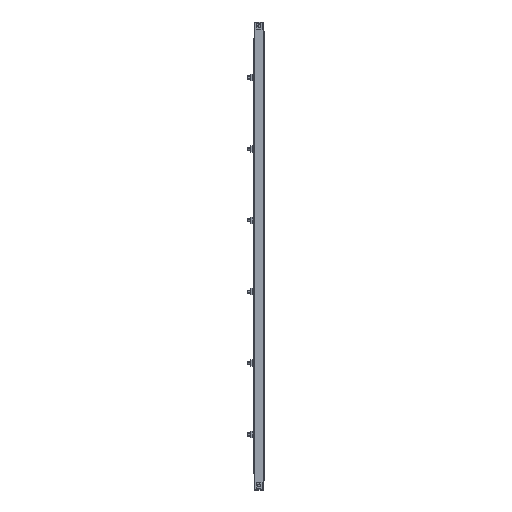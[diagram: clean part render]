
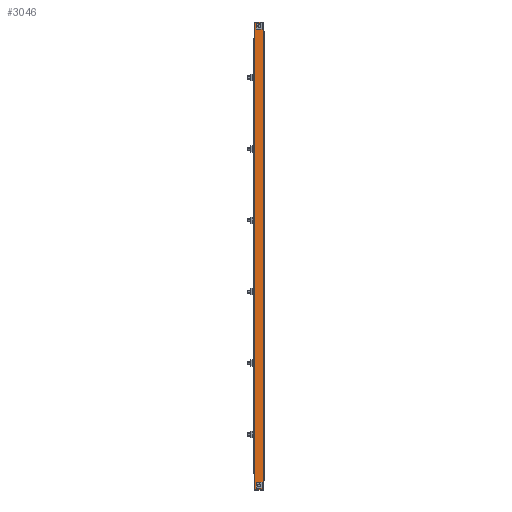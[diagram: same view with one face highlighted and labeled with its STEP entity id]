
A CAD part, top view. The second image highlights one B-rep face of the part: STEP entity #3046.
In plain terms, the highlighted face is planar.
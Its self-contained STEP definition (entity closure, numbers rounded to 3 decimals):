
#95 = CARTESIAN_POINT ( 'NONE',  ( 0., 6.25, -3.9 ) ) ;
#209 = CARTESIAN_POINT ( 'NONE',  ( 0., 20.5, -983. ) ) ;
#252 = VERTEX_POINT ( 'NONE', #3124 ) ;
#303 = ORIENTED_EDGE ( 'NONE', *, *, #4654, .F. ) ;
#314 = DIRECTION ( 'NONE',  ( 0., 1., 0. ) ) ;
#384 = EDGE_CURVE ( 'NONE', #1295, #3685, #2911, .T. ) ;
#429 = CARTESIAN_POINT ( 'NONE',  ( 0., 15.75, -979.1 ) ) ;
#502 = CARTESIAN_POINT ( 'NONE',  ( 0., 15.75, -13.4 ) ) ;
#537 = FACE_BOUND ( 'NONE', #2058, .T. ) ;
#538 = DIRECTION ( 'NONE',  ( 0., 0., -1. ) ) ;
#591 = LINE ( 'NONE', #429, #5844 ) ;
#596 = ORIENTED_EDGE ( 'NONE', *, *, #3634, .T. ) ;
#688 = DIRECTION ( 'NONE',  ( -1., 0., 0. ) ) ;
#724 = ORIENTED_EDGE ( 'NONE', *, *, #3796, .T. ) ;
#725 = CARTESIAN_POINT ( 'NONE',  ( 0., 6.25, -13.4 ) ) ;
#739 = DIRECTION ( 'NONE',  ( 0., 0., 1. ) ) ;
#898 = CARTESIAN_POINT ( 'NONE',  ( 0., 2.5, -983. ) ) ;
#909 = CARTESIAN_POINT ( 'NONE',  ( 0., 15.75, -979.1 ) ) ;
#1074 = EDGE_CURVE ( 'NONE', #10122, #10262, #6978, .T. ) ;
#1152 = VERTEX_POINT ( 'NONE', #95 ) ;
#1169 = LINE ( 'NONE', #5978, #6338 ) ;
#1248 = CARTESIAN_POINT ( 'NONE',  ( 0., 2.5, -983. ) ) ;
#1295 = VERTEX_POINT ( 'NONE', #7551 ) ;
#1515 = VERTEX_POINT ( 'NONE', #209 ) ;
#1920 = ORIENTED_EDGE ( 'NONE', *, *, #7517, .F. ) ;
#1923 = ORIENTED_EDGE ( 'NONE', *, *, #4919, .T. ) ;
#1975 = VECTOR ( 'NONE', #8236, 1000. ) ;
#2030 = CARTESIAN_POINT ( 'NONE',  ( 0., 2.5, -983. ) ) ;
#2047 = ORIENTED_EDGE ( 'NONE', *, *, #5023, .F. ) ;
#2054 = LINE ( 'NONE', #1248, #8858 ) ;
#2058 = EDGE_LOOP ( 'NONE', ( #724, #2340, #596, #2401 ) ) ;
#2097 = DIRECTION ( 'NONE',  ( 0., 1., 0. ) ) ;
#2310 = VERTEX_POINT ( 'NONE', #5789 ) ;
#2340 = ORIENTED_EDGE ( 'NONE', *, *, #384, .T. ) ;
#2374 = VERTEX_POINT ( 'NONE', #4324 ) ;
#2401 = ORIENTED_EDGE ( 'NONE', *, *, #8428, .T. ) ;
#2414 = ORIENTED_EDGE ( 'NONE', *, *, #9856, .T. ) ;
#2438 = VECTOR ( 'NONE', #5379, 1000. ) ;
#2579 = CARTESIAN_POINT ( 'NONE',  ( 0., 20.5, 0. ) ) ;
#2709 = VECTOR ( 'NONE', #9783, 1000. ) ;
#2911 = LINE ( 'NONE', #4178, #3476 ) ;
#3027 = CARTESIAN_POINT ( 'NONE',  ( 0., 2.5, -983. ) ) ;
#3046 = ADVANCED_FACE ( 'NONE', ( #537, #3885, #6250 ), #5557, .F. ) ;
#3083 = CARTESIAN_POINT ( 'NONE',  ( 0., 15.75, -979.1 ) ) ;
#3124 = CARTESIAN_POINT ( 'NONE',  ( 0., 2.5, 0. ) ) ;
#3175 = EDGE_CURVE ( 'NONE', #4308, #252, #8923, .T. ) ;
#3247 = EDGE_CURVE ( 'NONE', #7149, #10122, #4900, .T. ) ;
#3476 = VECTOR ( 'NONE', #6535, 1000. ) ;
#3507 = VECTOR ( 'NONE', #9473, 1000. ) ;
#3562 = CARTESIAN_POINT ( 'NONE',  ( 0., 6.25, -969.6 ) ) ;
#3584 = CARTESIAN_POINT ( 'NONE',  ( 0., 6.25, -979.1 ) ) ;
#3587 = VECTOR ( 'NONE', #739, 1000. ) ;
#3634 = EDGE_CURVE ( 'NONE', #3685, #6329, #5413, .T. ) ;
#3685 = VERTEX_POINT ( 'NONE', #9417 ) ;
#3796 = EDGE_CURVE ( 'NONE', #1152, #1295, #9631, .T. ) ;
#3885 = FACE_BOUND ( 'NONE', #4374, .T. ) ;
#4045 = CARTESIAN_POINT ( 'NONE',  ( 0., 20.5, 0. ) ) ;
#4095 = LINE ( 'NONE', #8021, #3587 ) ;
#4178 = CARTESIAN_POINT ( 'NONE',  ( 0., 15.75, -3.9 ) ) ;
#4308 = VERTEX_POINT ( 'NONE', #4045 ) ;
#4324 = CARTESIAN_POINT ( 'NONE',  ( 0., 20.5, -35. ) ) ;
#4374 = EDGE_LOOP ( 'NONE', ( #1923, #2414, #9114, #8640 ) ) ;
#4445 = ORIENTED_EDGE ( 'NONE', *, *, #9597, .F. ) ;
#4450 = ORIENTED_EDGE ( 'NONE', *, *, #9696, .T. ) ;
#4481 = ORIENTED_EDGE ( 'NONE', *, *, #4527, .T. ) ;
#4489 = DIRECTION ( 'NONE',  ( 0., 0., 1. ) ) ;
#4527 = EDGE_CURVE ( 'NONE', #10092, #1515, #9238, .T. ) ;
#4621 = LINE ( 'NONE', #3027, #2438 ) ;
#4654 = EDGE_CURVE ( 'NONE', #10092, #2310, #4621, .T. ) ;
#4841 = CARTESIAN_POINT ( 'NONE',  ( 0., 6.25, -979.1 ) ) ;
#4900 = LINE ( 'NONE', #4841, #6734 ) ;
#4919 = EDGE_CURVE ( 'NONE', #10262, #8190, #591, .T. ) ;
#5008 = CARTESIAN_POINT ( 'NONE',  ( 0., 0., 0. ) ) ;
#5023 = EDGE_CURVE ( 'NONE', #7262, #252, #7226, .T. ) ;
#5189 = VERTEX_POINT ( 'NONE', #8289 ) ;
#5379 = DIRECTION ( 'NONE',  ( 0., 0., 1. ) ) ;
#5413 = LINE ( 'NONE', #502, #3507 ) ;
#5446 = DIRECTION ( 'NONE',  ( 0., -1., 0. ) ) ;
#5498 = LINE ( 'NONE', #3083, #8866 ) ;
#5518 = CARTESIAN_POINT ( 'NONE',  ( 0., 15.75, -3.9 ) ) ;
#5557 = PLANE ( 'NONE',  #6588 ) ;
#5679 = VECTOR ( 'NONE', #9716, 1000. ) ;
#5732 = VECTOR ( 'NONE', #10425, 1000. ) ;
#5789 = CARTESIAN_POINT ( 'NONE',  ( 0., 2.5, -962. ) ) ;
#5844 = VECTOR ( 'NONE', #538, 1000. ) ;
#5978 = CARTESIAN_POINT ( 'NONE',  ( 0., 20.5, -983. ) ) ;
#6250 = FACE_OUTER_BOUND ( 'NONE', #9022, .T. ) ;
#6329 = VERTEX_POINT ( 'NONE', #725 ) ;
#6338 = VECTOR ( 'NONE', #8346, 1000. ) ;
#6535 = DIRECTION ( 'NONE',  ( 0., 0., -1. ) ) ;
#6554 = DIRECTION ( 'NONE',  ( 0., 0., 1. ) ) ;
#6588 = AXIS2_PLACEMENT_3D ( 'NONE', #8772, #688, #7125 ) ;
#6734 = VECTOR ( 'NONE', #6554, 1000. ) ;
#6830 = ORIENTED_EDGE ( 'NONE', *, *, #3175, .T. ) ;
#6943 = CARTESIAN_POINT ( 'NONE',  ( 0., 20.5, -983. ) ) ;
#6978 = LINE ( 'NONE', #10201, #7544 ) ;
#7125 = DIRECTION ( 'NONE',  ( 0., 0., 1. ) ) ;
#7149 = VERTEX_POINT ( 'NONE', #3584 ) ;
#7222 = ORIENTED_EDGE ( 'NONE', *, *, #9524, .T. ) ;
#7226 = LINE ( 'NONE', #898, #5679 ) ;
#7262 = VERTEX_POINT ( 'NONE', #9896 ) ;
#7342 = LINE ( 'NONE', #2579, #2709 ) ;
#7517 = EDGE_CURVE ( 'NONE', #4308, #2374, #7342, .T. ) ;
#7544 = VECTOR ( 'NONE', #2097, 1000. ) ;
#7551 = CARTESIAN_POINT ( 'NONE',  ( 0., 15.75, -3.9 ) ) ;
#7688 = CARTESIAN_POINT ( 'NONE',  ( 0., 0., -983. ) ) ;
#8021 = CARTESIAN_POINT ( 'NONE',  ( 0., 6.25, -3.9 ) ) ;
#8190 = VERTEX_POINT ( 'NONE', #909 ) ;
#8236 = DIRECTION ( 'NONE',  ( 0., -1., 0. ) ) ;
#8289 = CARTESIAN_POINT ( 'NONE',  ( 0., 20.5, -948. ) ) ;
#8346 = DIRECTION ( 'NONE',  ( 0., 0., 1. ) ) ;
#8354 = VECTOR ( 'NONE', #8531, 1000. ) ;
#8428 = EDGE_CURVE ( 'NONE', #6329, #1152, #4095, .T. ) ;
#8531 = DIRECTION ( 'NONE',  ( 0., 0., 1. ) ) ;
#8632 = LINE ( 'NONE', #6943, #8354 ) ;
#8640 = ORIENTED_EDGE ( 'NONE', *, *, #1074, .T. ) ;
#8772 = CARTESIAN_POINT ( 'NONE',  ( 0., 0., 0. ) ) ;
#8858 = VECTOR ( 'NONE', #4489, 1000. ) ;
#8866 = VECTOR ( 'NONE', #5446, 1000. ) ;
#8923 = LINE ( 'NONE', #5008, #1975 ) ;
#9022 = EDGE_LOOP ( 'NONE', ( #303, #4481, #4450, #7222, #1920, #6830, #2047, #4445 ) ) ;
#9114 = ORIENTED_EDGE ( 'NONE', *, *, #3247, .T. ) ;
#9198 = VECTOR ( 'NONE', #314, 1000. ) ;
#9238 = LINE ( 'NONE', #7688, #9198 ) ;
#9417 = CARTESIAN_POINT ( 'NONE',  ( 0., 15.75, -13.4 ) ) ;
#9420 = CARTESIAN_POINT ( 'NONE',  ( 0., 15.75, -969.6 ) ) ;
#9473 = DIRECTION ( 'NONE',  ( 0., -1., 0. ) ) ;
#9524 = EDGE_CURVE ( 'NONE', #5189, #2374, #8632, .T. ) ;
#9597 = EDGE_CURVE ( 'NONE', #2310, #7262, #2054, .T. ) ;
#9631 = LINE ( 'NONE', #5518, #5732 ) ;
#9696 = EDGE_CURVE ( 'NONE', #1515, #5189, #1169, .T. ) ;
#9716 = DIRECTION ( 'NONE',  ( 0., 0., 1. ) ) ;
#9783 = DIRECTION ( 'NONE',  ( 0., 0., -1. ) ) ;
#9856 = EDGE_CURVE ( 'NONE', #8190, #7149, #5498, .T. ) ;
#9896 = CARTESIAN_POINT ( 'NONE',  ( 0., 2.5, -21. ) ) ;
#10092 = VERTEX_POINT ( 'NONE', #2030 ) ;
#10122 = VERTEX_POINT ( 'NONE', #3562 ) ;
#10201 = CARTESIAN_POINT ( 'NONE',  ( 0., 15.75, -969.6 ) ) ;
#10262 = VERTEX_POINT ( 'NONE', #9420 ) ;
#10425 = DIRECTION ( 'NONE',  ( 0., 1., 0. ) ) ;
